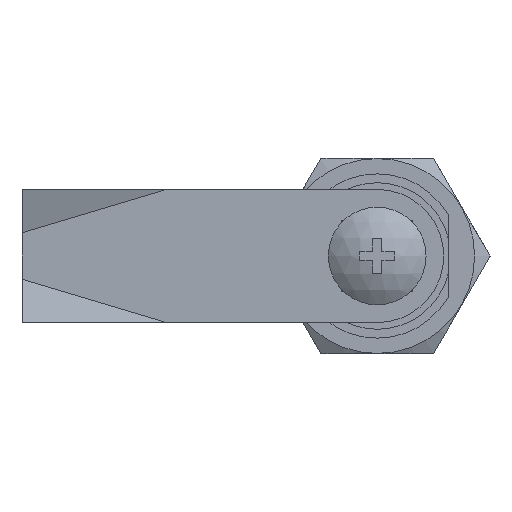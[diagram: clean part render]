
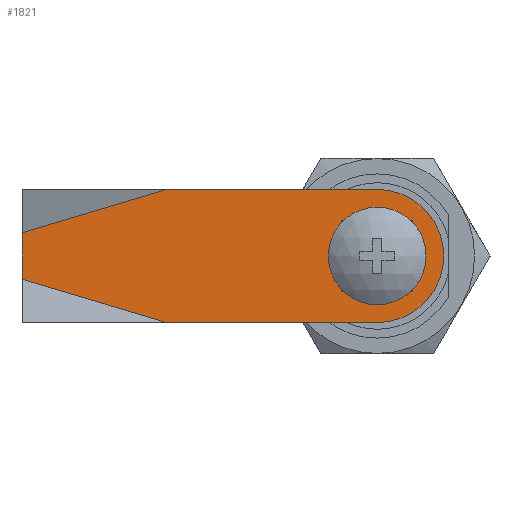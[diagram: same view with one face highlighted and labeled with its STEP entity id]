
A CAD part, front view. The second image highlights one B-rep face of the part: STEP entity #1821.
In plain terms, the highlighted planar face has unit normal (0, -1, 0).
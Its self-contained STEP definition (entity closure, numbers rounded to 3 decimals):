
#47 = CARTESIAN_POINT ( 'NONE',  ( -23.773, -22.5, 7.5 ) ) ;
#55 = CARTESIAN_POINT ( 'NONE',  ( -40., -22.5, 7.5 ) ) ;
#75 = EDGE_CURVE ( 'NONE', #745, #2057, #1046, .T. ) ;
#92 = CARTESIAN_POINT ( 'NONE',  ( 0., -22.5, 0. ) ) ;
#95 = LINE ( 'NONE', #363, #1134 ) ;
#111 = VECTOR ( 'NONE', #490, 1000. ) ;
#121 = VERTEX_POINT ( 'NONE', #526 ) ;
#147 = DIRECTION ( 'NONE',  ( -1., 0., 0. ) ) ;
#158 = VERTEX_POINT ( 'NONE', #47 ) ;
#178 = EDGE_LOOP ( 'NONE', ( #1890, #2117, #2214, #1077, #1107, #1399 ) ) ;
#196 = VECTOR ( 'NONE', #664, 1000. ) ;
#253 = VERTEX_POINT ( 'NONE', #1997 ) ;
#269 = CARTESIAN_POINT ( 'NONE',  ( -40., -22.5, 2.632 ) ) ;
#291 = EDGE_LOOP ( 'NONE', ( #2249, #2176, #428, #386 ) ) ;
#301 = DIRECTION ( 'NONE',  ( 0., 0., 1. ) ) ;
#363 = CARTESIAN_POINT ( 'NONE',  ( -4., -22.5, -4. ) ) ;
#386 = ORIENTED_EDGE ( 'NONE', *, *, #1892, .F. ) ;
#418 = VERTEX_POINT ( 'NONE', #1494 ) ;
#425 = LINE ( 'NONE', #1799, #1449 ) ;
#428 = ORIENTED_EDGE ( 'NONE', *, *, #939, .F. ) ;
#473 = PLANE ( 'NONE',  #1529 ) ;
#475 = FACE_BOUND ( 'NONE', #291, .T. ) ;
#478 = LINE ( 'NONE', #2008, #1537 ) ;
#490 = DIRECTION ( 'NONE',  ( -1., 0., 0. ) ) ;
#494 = CIRCLE ( 'NONE', #1071, 7.5 ) ;
#526 = CARTESIAN_POINT ( 'NONE',  ( -23.773, -22.5, -7.5 ) ) ;
#539 = CARTESIAN_POINT ( 'NONE',  ( 0., -22.5, -7.5 ) ) ;
#611 = LINE ( 'NONE', #1193, #2205 ) ;
#644 = CARTESIAN_POINT ( 'NONE',  ( 0., -22.5, 0. ) ) ;
#664 = DIRECTION ( 'NONE',  ( 1., 0., 0. ) ) ;
#721 = DIRECTION ( 'NONE',  ( 1., 0., 0. ) ) ;
#745 = VERTEX_POINT ( 'NONE', #269 ) ;
#754 = EDGE_CURVE ( 'NONE', #940, #1727, #494, .T. ) ;
#772 = VERTEX_POINT ( 'NONE', #1835 ) ;
#830 = DIRECTION ( 'NONE',  ( 1., 0., 0. ) ) ;
#853 = VERTEX_POINT ( 'NONE', #1590 ) ;
#888 = DIRECTION ( 'NONE',  ( 0., 0., -1. ) ) ;
#926 = DIRECTION ( 'NONE',  ( 0., -1., 0. ) ) ;
#936 = DIRECTION ( 'NONE',  ( 0.958, 0., 0.287 ) ) ;
#939 = EDGE_CURVE ( 'NONE', #418, #253, #95, .T. ) ;
#940 = VERTEX_POINT ( 'NONE', #539 ) ;
#955 = DIRECTION ( 'NONE',  ( 1., 0., 0. ) ) ;
#973 = CARTESIAN_POINT ( 'NONE',  ( -4.027, -22.5, -13.424 ) ) ;
#1014 = EDGE_CURVE ( 'NONE', #121, #2057, #1433, .T. ) ;
#1026 = DIRECTION ( 'NONE',  ( 0., 0., -1. ) ) ;
#1046 = LINE ( 'NONE', #55, #2047 ) ;
#1071 = AXIS2_PLACEMENT_3D ( 'NONE', #92, #926, #955 ) ;
#1077 = ORIENTED_EDGE ( 'NONE', *, *, #754, .T. ) ;
#1088 = LINE ( 'NONE', #1174, #1928 ) ;
#1107 = ORIENTED_EDGE ( 'NONE', *, *, #1828, .T. ) ;
#1134 = VECTOR ( 'NONE', #888, 1000. ) ;
#1143 = FACE_OUTER_BOUND ( 'NONE', #178, .T. ) ;
#1174 = CARTESIAN_POINT ( 'NONE',  ( 4., -22.5, -4. ) ) ;
#1193 = CARTESIAN_POINT ( 'NONE',  ( 0., -22.5, 7.5 ) ) ;
#1399 = ORIENTED_EDGE ( 'NONE', *, *, #2183, .F. ) ;
#1403 = LINE ( 'NONE', #1741, #111 ) ;
#1433 = LINE ( 'NONE', #973, #2084 ) ;
#1449 = VECTOR ( 'NONE', #721, 1000. ) ;
#1494 = CARTESIAN_POINT ( 'NONE',  ( -4., -22.5, 4. ) ) ;
#1529 = AXIS2_PLACEMENT_3D ( 'NONE', #644, #1901, #830 ) ;
#1537 = VECTOR ( 'NONE', #936, 1000. ) ;
#1547 = DIRECTION ( 'NONE',  ( -0.958, 0., 0.287 ) ) ;
#1590 = CARTESIAN_POINT ( 'NONE',  ( 4., -22.5, 4. ) ) ;
#1610 = CARTESIAN_POINT ( 'NONE',  ( -40., -22.5, -2.632 ) ) ;
#1727 = VERTEX_POINT ( 'NONE', #2022 ) ;
#1741 = CARTESIAN_POINT ( 'NONE',  ( -4., -22.5, 4. ) ) ;
#1785 = EDGE_CURVE ( 'NONE', #772, #853, #1088, .T. ) ;
#1799 = CARTESIAN_POINT ( 'NONE',  ( -40., -22.5, -7.5 ) ) ;
#1821 = ADVANCED_FACE ( 'NONE', ( #1143, #475 ), #473, .T. ) ;
#1828 = EDGE_CURVE ( 'NONE', #1727, #158, #611, .T. ) ;
#1835 = CARTESIAN_POINT ( 'NONE',  ( 4., -22.5, -4. ) ) ;
#1885 = EDGE_CURVE ( 'NONE', #253, #772, #2181, .T. ) ;
#1890 = ORIENTED_EDGE ( 'NONE', *, *, #75, .T. ) ;
#1892 = EDGE_CURVE ( 'NONE', #853, #418, #1403, .T. ) ;
#1901 = DIRECTION ( 'NONE',  ( 0., -1., 0. ) ) ;
#1928 = VECTOR ( 'NONE', #301, 1000. ) ;
#1997 = CARTESIAN_POINT ( 'NONE',  ( -4., -22.5, -4. ) ) ;
#2008 = CARTESIAN_POINT ( 'NONE',  ( -4.027, -22.5, 13.424 ) ) ;
#2022 = CARTESIAN_POINT ( 'NONE',  ( 0., -22.5, 7.5 ) ) ;
#2047 = VECTOR ( 'NONE', #1026, 1000. ) ;
#2057 = VERTEX_POINT ( 'NONE', #1610 ) ;
#2084 = VECTOR ( 'NONE', #1547, 1000. ) ;
#2117 = ORIENTED_EDGE ( 'NONE', *, *, #1014, .F. ) ;
#2126 = EDGE_CURVE ( 'NONE', #121, #940, #425, .T. ) ;
#2176 = ORIENTED_EDGE ( 'NONE', *, *, #1885, .F. ) ;
#2181 = LINE ( 'NONE', #2269, #196 ) ;
#2183 = EDGE_CURVE ( 'NONE', #745, #158, #478, .T. ) ;
#2205 = VECTOR ( 'NONE', #147, 1000. ) ;
#2214 = ORIENTED_EDGE ( 'NONE', *, *, #2126, .T. ) ;
#2249 = ORIENTED_EDGE ( 'NONE', *, *, #1785, .F. ) ;
#2269 = CARTESIAN_POINT ( 'NONE',  ( -4., -22.5, -4. ) ) ;
